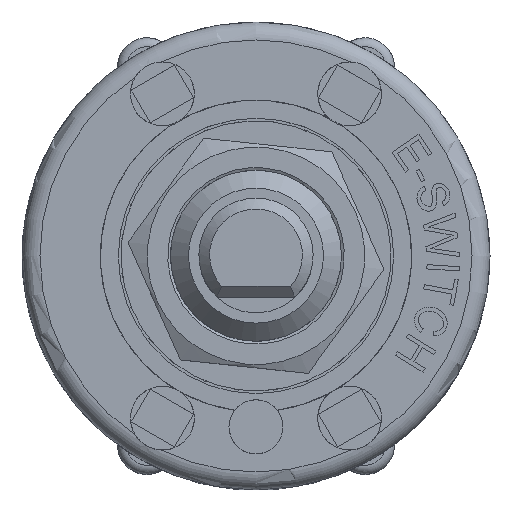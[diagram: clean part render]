
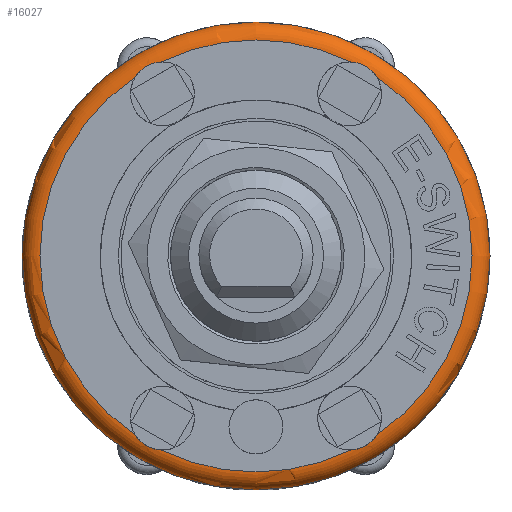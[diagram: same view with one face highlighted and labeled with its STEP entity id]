
A CAD part, top view. The second image highlights one B-rep face of the part: STEP entity #16027.
In plain terms, the highlighted toroidal (fillet/blend) face has major radius 12 mm and minor radius 1 mm.
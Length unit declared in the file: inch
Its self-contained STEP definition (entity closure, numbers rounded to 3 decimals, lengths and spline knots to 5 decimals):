
#26=TOROIDAL_SURFACE('',#16979,0.47244,0.03937);
#1222=B_SPLINE_CURVE_WITH_KNOTS('',3,(#27576,#27577,#27578,#27579,#27580,
#27581,#27582,#27583,#27584,#27585,#27586,#27587),.UNSPECIFIED.,.F.,.F.,
(4,2,2,2,2,4),(-0.26924,-0.24463,-0.21597,
-0.19207,-0.16451,-0.13568),.UNSPECIFIED.);
#1223=B_SPLINE_CURVE_WITH_KNOTS('',3,(#27599,#27600,#27601,#27602,#27603,
#27604,#27605,#27606,#27607,#27608,#27609,#27610),.UNSPECIFIED.,.F.,.F.,
(4,2,2,2,2,4),(-0.26924,-0.24463,-0.21597,
-0.19207,-0.16451,-0.13568),.UNSPECIFIED.);
#1224=B_SPLINE_CURVE_WITH_KNOTS('',3,(#27627,#27628,#27629,#27630,#27631,
#27632,#27633,#27634,#27635,#27636,#27637,#27638),.UNSPECIFIED.,.F.,.F.,
(4,2,2,2,2,4),(-0.26924,-0.24463,-0.21597,
-0.19207,-0.16451,-0.13568),.UNSPECIFIED.);
#1225=B_SPLINE_CURVE_WITH_KNOTS('',3,(#27660,#27661,#27662,#27663,#27664,
#27665,#27666,#27667,#27668,#27669,#27670,#27671),.UNSPECIFIED.,.F.,.F.,
(4,2,2,2,2,4),(-0.26924,-0.24463,-0.21597,
-0.19207,-0.16451,-0.13568),.UNSPECIFIED.);
#2031=FACE_OUTER_BOUND('',#2974,.T.);
#2974=EDGE_LOOP('',(#14790,#14791,#14792,#14793,#14794,#14795,#14796,#14797,
#14798,#14799,#14800,#14801));
#6596=CIRCLE('',#16932,0.51181);
#6623=CIRCLE('',#16980,0.03937);
#6624=CIRCLE('',#16981,0.47244);
#6625=CIRCLE('',#16982,0.47244);
#6626=CIRCLE('',#16983,0.47244);
#6627=CIRCLE('',#16984,0.47244);
#6628=CIRCLE('',#16985,0.47244);
#8113=VERTEX_POINT('',#27538);
#8121=VERTEX_POINT('',#27574);
#8122=VERTEX_POINT('',#27575);
#8125=VERTEX_POINT('',#27597);
#8126=VERTEX_POINT('',#27598);
#8131=VERTEX_POINT('',#27625);
#8132=VERTEX_POINT('',#27626);
#8139=VERTEX_POINT('',#27658);
#8140=VERTEX_POINT('',#27659);
#8143=VERTEX_POINT('',#27681);
#10374=EDGE_CURVE('',#8113,#8113,#6596,.T.);
#10392=EDGE_CURVE('',#8121,#8122,#1222,.T.);
#10398=EDGE_CURVE('',#8125,#8126,#1223,.T.);
#10406=EDGE_CURVE('',#8131,#8132,#1224,.T.);
#10416=EDGE_CURVE('',#8139,#8140,#1225,.T.);
#10422=EDGE_CURVE('',#8113,#8143,#6623,.T.);
#10423=EDGE_CURVE('',#8143,#8131,#6624,.T.);
#10424=EDGE_CURVE('',#8132,#8125,#6625,.T.);
#10425=EDGE_CURVE('',#8126,#8121,#6626,.T.);
#10426=EDGE_CURVE('',#8122,#8139,#6627,.T.);
#10427=EDGE_CURVE('',#8140,#8143,#6628,.T.);
#14790=ORIENTED_EDGE('',*,*,#10374,.T.);
#14791=ORIENTED_EDGE('',*,*,#10422,.T.);
#14792=ORIENTED_EDGE('',*,*,#10423,.T.);
#14793=ORIENTED_EDGE('',*,*,#10406,.T.);
#14794=ORIENTED_EDGE('',*,*,#10424,.T.);
#14795=ORIENTED_EDGE('',*,*,#10398,.T.);
#14796=ORIENTED_EDGE('',*,*,#10425,.T.);
#14797=ORIENTED_EDGE('',*,*,#10392,.T.);
#14798=ORIENTED_EDGE('',*,*,#10426,.T.);
#14799=ORIENTED_EDGE('',*,*,#10416,.T.);
#14800=ORIENTED_EDGE('',*,*,#10427,.T.);
#14801=ORIENTED_EDGE('',*,*,#10422,.F.);
#16027=ADVANCED_FACE('',(#2031),#26,.T.);
#16932=AXIS2_PLACEMENT_3D('',#27539,#20354,#20355);
#16979=AXIS2_PLACEMENT_3D('',#27680,#20465,#20466);
#16980=AXIS2_PLACEMENT_3D('',#27682,#20467,#20468);
#16981=AXIS2_PLACEMENT_3D('',#27683,#20469,#20470);
#16982=AXIS2_PLACEMENT_3D('',#27684,#20471,#20472);
#16983=AXIS2_PLACEMENT_3D('',#27685,#20473,#20474);
#16984=AXIS2_PLACEMENT_3D('',#27686,#20475,#20476);
#16985=AXIS2_PLACEMENT_3D('',#27687,#20477,#20478);
#20354=DIRECTION('center_axis',(0.,0.,1.));
#20355=DIRECTION('ref_axis',(-1.,0.,0.));
#20465=DIRECTION('center_axis',(0.,0.,-1.));
#20466=DIRECTION('ref_axis',(-1.,0.,0.));
#20467=DIRECTION('center_axis',(0.,-1.,0.));
#20468=DIRECTION('ref_axis',(1.,0.,0.));
#20469=DIRECTION('center_axis',(0.,0.,-1.));
#20470=DIRECTION('ref_axis',(-1.,0.,0.));
#20471=DIRECTION('center_axis',(0.,0.,-1.));
#20472=DIRECTION('ref_axis',(-1.,0.,0.));
#20473=DIRECTION('center_axis',(0.,0.,-1.));
#20474=DIRECTION('ref_axis',(-1.,0.,0.));
#20475=DIRECTION('center_axis',(0.,0.,-1.));
#20476=DIRECTION('ref_axis',(-1.,0.,0.));
#20477=DIRECTION('center_axis',(0.,0.,-1.));
#20478=DIRECTION('ref_axis',(-1.,0.,0.));
#27538=CARTESIAN_POINT('',(0.51181,0.,0.37402));
#27539=CARTESIAN_POINT('Origin',(0.,0.,0.37402));
#27574=CARTESIAN_POINT('',(-0.26379,0.39194,0.41339));
#27575=CARTESIAN_POINT('',(-0.20753,0.42442,0.41339));
#27576=CARTESIAN_POINT('Ctrl Pts',(-0.26379,0.39194,
0.41339));
#27577=CARTESIAN_POINT('Ctrl Pts',(-0.26165,0.39532,
0.41339));
#27578=CARTESIAN_POINT('Ctrl Pts',(-0.25918,0.39859,
0.41329));
#27579=CARTESIAN_POINT('Ctrl Pts',(-0.25306,0.40529,
0.41304));
#27580=CARTESIAN_POINT('Ctrl Pts',(-0.2494,0.40855,
0.4129));
#27581=CARTESIAN_POINT('Ctrl Pts',(-0.24211,0.41377,
0.41277));
#27582=CARTESIAN_POINT('Ctrl Pts',(-0.2386,0.41585,
0.41276));
#27583=CARTESIAN_POINT('Ctrl Pts',(-0.23069,0.41964,
0.41286));
#27584=CARTESIAN_POINT('Ctrl Pts',(-0.22626,0.42124,
0.41299));
#27585=CARTESIAN_POINT('Ctrl Pts',(-0.21694,0.42357,
0.41325));
#27586=CARTESIAN_POINT('Ctrl Pts',(-0.21219,0.42423,
0.41339));
#27587=CARTESIAN_POINT('Ctrl Pts',(-0.20753,0.42442,
0.41339));
#27597=CARTESIAN_POINT('',(-0.20753,-0.42442,0.41339));
#27598=CARTESIAN_POINT('',(-0.26379,-0.39194,0.41339));
#27599=CARTESIAN_POINT('Ctrl Pts',(-0.20753,-0.42442,
0.41339));
#27600=CARTESIAN_POINT('Ctrl Pts',(-0.21153,-0.42426,
0.41339));
#27601=CARTESIAN_POINT('Ctrl Pts',(-0.2156,-0.42375,
0.41329));
#27602=CARTESIAN_POINT('Ctrl Pts',(-0.22446,-0.42181,
0.41304));
#27603=CARTESIAN_POINT('Ctrl Pts',(-0.22911,-0.42026,
0.4129));
#27604=CARTESIAN_POINT('Ctrl Pts',(-0.23728,-0.41656,
0.41277));
#27605=CARTESIAN_POINT('Ctrl Pts',(-0.24084,-0.41456,
0.41276));
#27606=CARTESIAN_POINT('Ctrl Pts',(-0.24808,-0.4096,
0.41286));
#27607=CARTESIAN_POINT('Ctrl Pts',(-0.25168,-0.40656,
0.41299));
#27608=CARTESIAN_POINT('Ctrl Pts',(-0.25836,-0.39966,
0.41325));
#27609=CARTESIAN_POINT('Ctrl Pts',(-0.2613,-0.39588,
0.41339));
#27610=CARTESIAN_POINT('Ctrl Pts',(-0.26379,-0.39194,
0.41339));
#27625=CARTESIAN_POINT('',(0.26379,-0.39194,0.41339));
#27626=CARTESIAN_POINT('',(0.20753,-0.42442,0.41339));
#27627=CARTESIAN_POINT('Ctrl Pts',(0.26379,-0.39194,
0.41339));
#27628=CARTESIAN_POINT('Ctrl Pts',(0.26165,-0.39532,
0.41339));
#27629=CARTESIAN_POINT('Ctrl Pts',(0.25918,-0.39859,
0.41329));
#27630=CARTESIAN_POINT('Ctrl Pts',(0.25306,-0.40529,
0.41304));
#27631=CARTESIAN_POINT('Ctrl Pts',(0.2494,-0.40855,
0.4129));
#27632=CARTESIAN_POINT('Ctrl Pts',(0.24211,-0.41377,
0.41277));
#27633=CARTESIAN_POINT('Ctrl Pts',(0.2386,-0.41585,
0.41276));
#27634=CARTESIAN_POINT('Ctrl Pts',(0.23069,-0.41964,
0.41286));
#27635=CARTESIAN_POINT('Ctrl Pts',(0.22626,-0.42124,
0.41299));
#27636=CARTESIAN_POINT('Ctrl Pts',(0.21694,-0.42357,
0.41325));
#27637=CARTESIAN_POINT('Ctrl Pts',(0.21219,-0.42423,
0.41339));
#27638=CARTESIAN_POINT('Ctrl Pts',(0.20753,-0.42442,
0.41339));
#27658=CARTESIAN_POINT('',(0.20753,0.42442,0.41339));
#27659=CARTESIAN_POINT('',(0.26379,0.39194,0.41339));
#27660=CARTESIAN_POINT('Ctrl Pts',(0.20753,0.42442,0.41339));
#27661=CARTESIAN_POINT('Ctrl Pts',(0.21153,0.42426,
0.41339));
#27662=CARTESIAN_POINT('Ctrl Pts',(0.2156,0.42375,
0.41329));
#27663=CARTESIAN_POINT('Ctrl Pts',(0.22446,0.42181,0.41304));
#27664=CARTESIAN_POINT('Ctrl Pts',(0.22911,0.42026,
0.4129));
#27665=CARTESIAN_POINT('Ctrl Pts',(0.23728,0.41656,0.41277));
#27666=CARTESIAN_POINT('Ctrl Pts',(0.24084,0.41456,
0.41276));
#27667=CARTESIAN_POINT('Ctrl Pts',(0.24808,0.4096,
0.41286));
#27668=CARTESIAN_POINT('Ctrl Pts',(0.25168,0.40656,
0.41299));
#27669=CARTESIAN_POINT('Ctrl Pts',(0.25836,0.39966,
0.41325));
#27670=CARTESIAN_POINT('Ctrl Pts',(0.2613,0.39588,
0.41339));
#27671=CARTESIAN_POINT('Ctrl Pts',(0.26379,0.39194,
0.41339));
#27680=CARTESIAN_POINT('Origin',(0.,0.,0.37402));
#27681=CARTESIAN_POINT('',(0.47244,0.,0.41339));
#27682=CARTESIAN_POINT('Origin',(0.47244,0.,
0.37402));
#27683=CARTESIAN_POINT('Origin',(0.,0.,0.41339));
#27684=CARTESIAN_POINT('Origin',(0.,0.,0.41339));
#27685=CARTESIAN_POINT('Origin',(0.,0.,0.41339));
#27686=CARTESIAN_POINT('Origin',(0.,0.,0.41339));
#27687=CARTESIAN_POINT('Origin',(0.,0.,0.41339));
